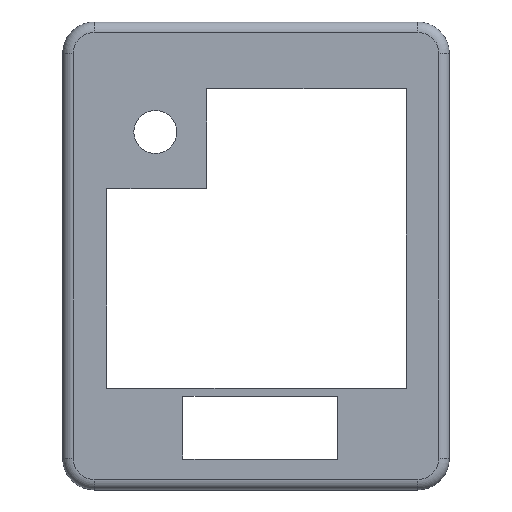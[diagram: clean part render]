
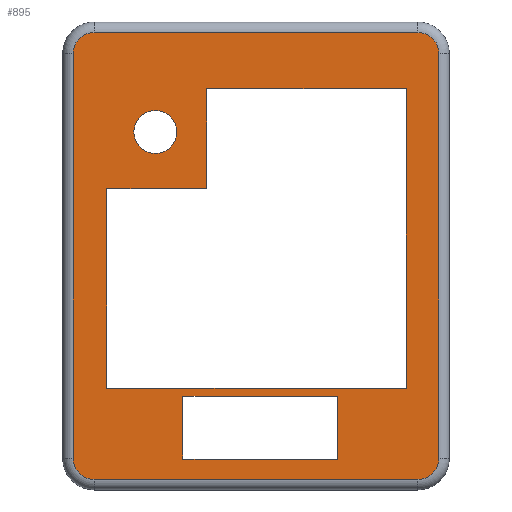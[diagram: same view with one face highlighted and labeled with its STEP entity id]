
A CAD part, top view. The second image highlights one B-rep face of the part: STEP entity #895.
In plain terms, the highlighted planar face has unit normal (0, 0, 1).
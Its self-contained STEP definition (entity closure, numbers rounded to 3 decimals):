
#15=FACE_BOUND('',#133,.T.);
#16=FACE_BOUND('',#134,.T.);
#17=FACE_BOUND('',#135,.T.);
#31=PLANE('',#982);
#77=FACE_OUTER_BOUND('',#132,.T.);
#132=EDGE_LOOP('',(#658,#659,#660,#661,#662,#663,#664,#665));
#133=EDGE_LOOP('',(#666));
#134=EDGE_LOOP('',(#667,#668,#669,#670));
#135=EDGE_LOOP('',(#671,#672,#673,#674,#675,#676));
#190=LINE('',#1339,#275);
#191=LINE('',#1350,#276);
#193=LINE('',#1362,#278);
#195=LINE('',#1374,#280);
#204=LINE('',#1402,#289);
#205=LINE('',#1404,#290);
#206=LINE('',#1406,#291);
#207=LINE('',#1407,#292);
#208=LINE('',#1410,#293);
#209=LINE('',#1412,#294);
#210=LINE('',#1414,#295);
#211=LINE('',#1416,#296);
#212=LINE('',#1418,#297);
#213=LINE('',#1419,#298);
#275=VECTOR('',#1058,10.);
#276=VECTOR('',#1071,10.);
#278=VECTOR('',#1085,10.);
#280=VECTOR('',#1099,10.);
#289=VECTOR('',#1130,10.);
#290=VECTOR('',#1131,10.);
#291=VECTOR('',#1132,10.);
#292=VECTOR('',#1133,10.);
#293=VECTOR('',#1134,10.);
#294=VECTOR('',#1135,10.);
#295=VECTOR('',#1136,10.);
#296=VECTOR('',#1137,10.);
#297=VECTOR('',#1138,10.);
#298=VECTOR('',#1139,10.);
#362=CIRCLE('',#957,4.);
#366=CIRCLE('',#963,4.);
#370=CIRCLE('',#969,4.);
#374=CIRCLE('',#975,4.);
#377=CIRCLE('',#983,4.1);
#401=VERTEX_POINT('',#1332);
#404=VERTEX_POINT('',#1337);
#406=VERTEX_POINT('',#1342);
#408=VERTEX_POINT('',#1348);
#410=VERTEX_POINT('',#1354);
#412=VERTEX_POINT('',#1360);
#414=VERTEX_POINT('',#1366);
#416=VERTEX_POINT('',#1372);
#422=VERTEX_POINT('',#1398);
#423=VERTEX_POINT('',#1400);
#424=VERTEX_POINT('',#1401);
#425=VERTEX_POINT('',#1403);
#426=VERTEX_POINT('',#1405);
#427=VERTEX_POINT('',#1408);
#428=VERTEX_POINT('',#1409);
#429=VERTEX_POINT('',#1411);
#430=VERTEX_POINT('',#1413);
#431=VERTEX_POINT('',#1415);
#432=VERTEX_POINT('',#1417);
#486=EDGE_CURVE('',#404,#401,#190,.T.);
#488=EDGE_CURVE('',#406,#404,#362,.T.);
#491=EDGE_CURVE('',#408,#406,#191,.T.);
#494=EDGE_CURVE('',#410,#408,#366,.T.);
#497=EDGE_CURVE('',#412,#410,#193,.T.);
#500=EDGE_CURVE('',#414,#412,#370,.T.);
#503=EDGE_CURVE('',#416,#414,#195,.T.);
#506=EDGE_CURVE('',#401,#416,#374,.T.);
#516=EDGE_CURVE('',#422,#422,#377,.T.);
#517=EDGE_CURVE('',#423,#424,#204,.T.);
#518=EDGE_CURVE('',#424,#425,#205,.T.);
#519=EDGE_CURVE('',#425,#426,#206,.T.);
#520=EDGE_CURVE('',#426,#423,#207,.T.);
#521=EDGE_CURVE('',#427,#428,#208,.T.);
#522=EDGE_CURVE('',#428,#429,#209,.T.);
#523=EDGE_CURVE('',#429,#430,#210,.T.);
#524=EDGE_CURVE('',#430,#431,#211,.T.);
#525=EDGE_CURVE('',#431,#432,#212,.T.);
#526=EDGE_CURVE('',#432,#427,#213,.T.);
#658=ORIENTED_EDGE('',*,*,#486,.F.);
#659=ORIENTED_EDGE('',*,*,#488,.F.);
#660=ORIENTED_EDGE('',*,*,#491,.F.);
#661=ORIENTED_EDGE('',*,*,#494,.F.);
#662=ORIENTED_EDGE('',*,*,#497,.F.);
#663=ORIENTED_EDGE('',*,*,#500,.F.);
#664=ORIENTED_EDGE('',*,*,#503,.F.);
#665=ORIENTED_EDGE('',*,*,#506,.F.);
#666=ORIENTED_EDGE('',*,*,#516,.T.);
#667=ORIENTED_EDGE('',*,*,#517,.T.);
#668=ORIENTED_EDGE('',*,*,#518,.T.);
#669=ORIENTED_EDGE('',*,*,#519,.T.);
#670=ORIENTED_EDGE('',*,*,#520,.T.);
#671=ORIENTED_EDGE('',*,*,#521,.T.);
#672=ORIENTED_EDGE('',*,*,#522,.T.);
#673=ORIENTED_EDGE('',*,*,#523,.T.);
#674=ORIENTED_EDGE('',*,*,#524,.T.);
#675=ORIENTED_EDGE('',*,*,#525,.T.);
#676=ORIENTED_EDGE('',*,*,#526,.T.);
#895=ADVANCED_FACE('',(#77,#15,#16,#17),#31,.T.);
#957=AXIS2_PLACEMENT_3D('',#1344,#1063,#1064);
#963=AXIS2_PLACEMENT_3D('',#1356,#1077,#1078);
#969=AXIS2_PLACEMENT_3D('',#1368,#1091,#1092);
#975=AXIS2_PLACEMENT_3D('',#1378,#1105,#1106);
#982=AXIS2_PLACEMENT_3D('',#1397,#1126,#1127);
#983=AXIS2_PLACEMENT_3D('',#1399,#1128,#1129);
#1058=DIRECTION('',(0.,1.,0.));
#1063=DIRECTION('center_axis',(0.,0.,-1.));
#1064=DIRECTION('ref_axis',(-0.707,-0.707,0.));
#1071=DIRECTION('',(-1.,0.,0.));
#1077=DIRECTION('center_axis',(0.,0.,-1.));
#1078=DIRECTION('ref_axis',(0.707,-0.707,0.));
#1085=DIRECTION('',(0.,-1.,0.));
#1091=DIRECTION('center_axis',(0.,0.,-1.));
#1092=DIRECTION('ref_axis',(0.707,0.707,0.));
#1099=DIRECTION('',(1.,0.,0.));
#1105=DIRECTION('center_axis',(0.,0.,-1.));
#1106=DIRECTION('ref_axis',(-0.707,0.707,0.));
#1126=DIRECTION('center_axis',(0.,0.,1.));
#1127=DIRECTION('ref_axis',(1.,0.,0.));
#1128=DIRECTION('center_axis',(0.,0.,-1.));
#1129=DIRECTION('ref_axis',(1.,0.,0.));
#1130=DIRECTION('',(0.,-1.,0.));
#1131=DIRECTION('',(-1.,0.,0.));
#1132=DIRECTION('',(0.,1.,0.));
#1133=DIRECTION('',(1.,0.,0.));
#1134=DIRECTION('',(0.,1.,0.));
#1135=DIRECTION('',(1.,0.,0.));
#1136=DIRECTION('',(0.,1.,0.));
#1137=DIRECTION('',(1.,0.,0.));
#1138=DIRECTION('',(0.,-1.,0.));
#1139=DIRECTION('',(-1.,0.,0.));
#1332=CARTESIAN_POINT('',(8.602,86.746,22.));
#1337=CARTESIAN_POINT('',(8.602,9.498,22.));
#1339=CARTESIAN_POINT('',(8.602,70.434,22.));
#1342=CARTESIAN_POINT('',(12.602,5.498,22.));
#1344=CARTESIAN_POINT('Origin',(12.602,9.498,22.));
#1348=CARTESIAN_POINT('',(74.356,5.498,22.));
#1350=CARTESIAN_POINT('',(25.041,5.498,22.));
#1354=CARTESIAN_POINT('',(78.356,9.498,22.));
#1356=CARTESIAN_POINT('Origin',(74.356,9.498,22.));
#1360=CARTESIAN_POINT('',(78.356,86.746,22.));
#1362=CARTESIAN_POINT('',(78.356,25.81,22.));
#1366=CARTESIAN_POINT('',(74.356,90.746,22.));
#1368=CARTESIAN_POINT('Origin',(74.356,86.746,22.));
#1372=CARTESIAN_POINT('',(12.602,90.746,22.));
#1374=CARTESIAN_POINT('',(61.918,90.746,22.));
#1378=CARTESIAN_POINT('Origin',(12.602,86.746,22.));
#1397=CARTESIAN_POINT('Origin',(43.479,48.122,22.));
#1398=CARTESIAN_POINT('',(20.182,71.76,22.));
#1399=CARTESIAN_POINT('Origin',(24.282,71.76,22.));
#1400=CARTESIAN_POINT('',(59.044,21.367,22.));
#1401=CARTESIAN_POINT('',(59.044,9.367,22.));
#1402=CARTESIAN_POINT('',(59.044,34.745,22.));
#1403=CARTESIAN_POINT('',(29.544,9.367,22.));
#1404=CARTESIAN_POINT('',(51.262,9.367,22.));
#1405=CARTESIAN_POINT('',(29.544,21.367,22.));
#1406=CARTESIAN_POINT('',(29.544,28.745,22.));
#1407=CARTESIAN_POINT('',(36.512,21.367,22.));
#1408=CARTESIAN_POINT('',(15.015,22.865,22.));
#1409=CARTESIAN_POINT('',(15.015,60.965,22.));
#1410=CARTESIAN_POINT('',(15.015,35.494,22.));
#1411=CARTESIAN_POINT('',(34.065,60.965,22.));
#1412=CARTESIAN_POINT('',(29.247,60.965,22.));
#1413=CARTESIAN_POINT('',(34.065,80.015,22.));
#1414=CARTESIAN_POINT('',(34.065,54.544,22.));
#1415=CARTESIAN_POINT('',(72.165,80.015,22.));
#1416=CARTESIAN_POINT('',(38.772,80.015,22.));
#1417=CARTESIAN_POINT('',(72.165,22.865,22.));
#1418=CARTESIAN_POINT('',(72.165,64.069,22.));
#1419=CARTESIAN_POINT('',(57.822,22.865,22.));
